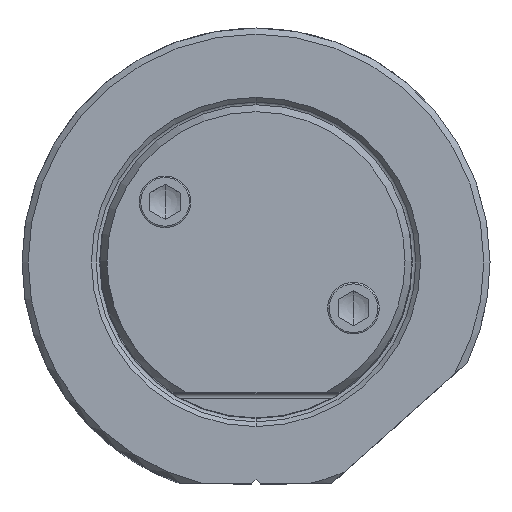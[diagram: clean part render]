
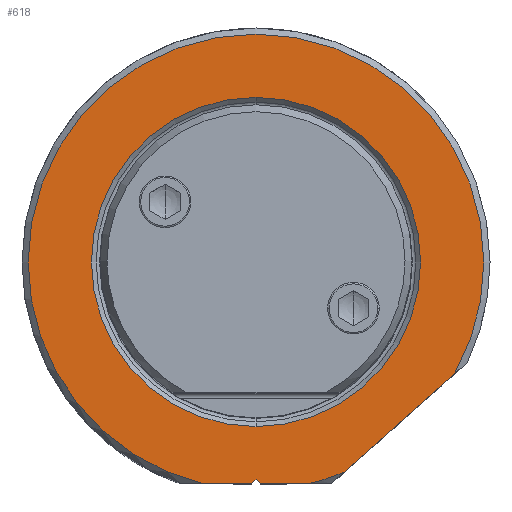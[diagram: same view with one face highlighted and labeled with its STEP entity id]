
A CAD part, top view. The second image highlights one B-rep face of the part: STEP entity #618.
In plain terms, the highlighted planar face has unit normal (0, 0, 1).
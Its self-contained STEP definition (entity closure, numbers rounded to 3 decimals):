
#123=PLANE('',#5715);
#618=ADVANCED_FACE('',(#930,#931),#123,.T.);
#930=FACE_BOUND('',#1046,.T.);
#931=FACE_BOUND('',#1047,.T.);
#1046=EDGE_LOOP('',(#2789,#2790,#2791,#2792,#2793,#2794,#2795,#2796,#2797));
#1047=EDGE_LOOP('',(#2798,#2799));
#1391=LINE('',#11332,#1703);
#1394=LINE('',#11358,#1706);
#1395=LINE('',#11360,#1707);
#1396=LINE('',#11362,#1708);
#1397=LINE('',#11364,#1709);
#1703=VECTOR('',#6646,1.);
#1706=VECTOR('',#6665,1.);
#1707=VECTOR('',#6666,1.);
#1708=VECTOR('',#6667,1.);
#1709=VECTOR('',#6668,1.);
#1990=CIRCLE('',#5708,18.55);
#1991=CIRCLE('',#5710,18.55);
#1992=CIRCLE('',#5711,18.55);
#1993=CIRCLE('',#5712,18.55);
#1994=CIRCLE('',#5713,13.4);
#1995=CIRCLE('',#5714,13.4);
#2789=ORIENTED_EDGE('',*,*,#4692,.T.);
#2790=ORIENTED_EDGE('',*,*,#4686,.T.);
#2791=ORIENTED_EDGE('',*,*,#4693,.T.);
#2792=ORIENTED_EDGE('',*,*,#4694,.T.);
#2793=ORIENTED_EDGE('',*,*,#4695,.T.);
#2794=ORIENTED_EDGE('',*,*,#4696,.F.);
#2795=ORIENTED_EDGE('',*,*,#4697,.T.);
#2796=ORIENTED_EDGE('',*,*,#4698,.T.);
#2797=ORIENTED_EDGE('',*,*,#4699,.F.);
#2798=ORIENTED_EDGE('',*,*,#4700,.T.);
#2799=ORIENTED_EDGE('',*,*,#4701,.T.);
#4052=VERTEX_POINT('',#11331);
#4053=VERTEX_POINT('',#11333);
#4056=VERTEX_POINT('',#11349);
#4057=VERTEX_POINT('',#11353);
#4058=VERTEX_POINT('',#11355);
#4059=VERTEX_POINT('',#11357);
#4060=VERTEX_POINT('',#11359);
#4061=VERTEX_POINT('',#11361);
#4062=VERTEX_POINT('',#11363);
#4063=VERTEX_POINT('',#11366);
#4064=VERTEX_POINT('',#11367);
#4686=EDGE_CURVE('',#4053,#4052,#1391,.T.);
#4692=EDGE_CURVE('',#4056,#4053,#1990,.T.);
#4693=EDGE_CURVE('',#4052,#4057,#1991,.T.);
#4694=EDGE_CURVE('',#4057,#4058,#1992,.T.);
#4695=EDGE_CURVE('',#4058,#4059,#1993,.T.);
#4696=EDGE_CURVE('',#4060,#4059,#1394,.T.);
#4697=EDGE_CURVE('',#4060,#4061,#1395,.T.);
#4698=EDGE_CURVE('',#4061,#4062,#1396,.T.);
#4699=EDGE_CURVE('',#4056,#4062,#1397,.T.);
#4700=EDGE_CURVE('',#4063,#4064,#1994,.T.);
#4701=EDGE_CURVE('',#4064,#4063,#1995,.T.);
#5708=AXIS2_PLACEMENT_3D('',#11350,#6655,#6656);
#5710=AXIS2_PLACEMENT_3D('',#11352,#6659,#6660);
#5711=AXIS2_PLACEMENT_3D('',#11354,#6661,#6662);
#5712=AXIS2_PLACEMENT_3D('',#11356,#6663,#6664);
#5713=AXIS2_PLACEMENT_3D('',#11365,#6669,#6670);
#5714=AXIS2_PLACEMENT_3D('',#11368,#6671,#6672);
#5715=AXIS2_PLACEMENT_3D('',#11369,#6673,#6674);
#6646=DIRECTION('',(0.746,0.666,0.));
#6655=DIRECTION('',(0.,0.,1.));
#6656=DIRECTION('',(0.231,-0.973,0.));
#6659=DIRECTION('',(0.,0.,1.));
#6660=DIRECTION('',(0.871,-0.491,0.));
#6661=DIRECTION('',(0.,0.,1.));
#6662=DIRECTION('',(1.,0.,0.));
#6663=DIRECTION('',(0.,0.,1.));
#6664=DIRECTION('',(-1.,0.,0.));
#6665=DIRECTION('',(-1.,0.,0.));
#6666=DIRECTION('',(0.707,0.707,0.));
#6667=DIRECTION('',(0.707,-0.707,0.));
#6668=DIRECTION('',(-1.,0.,0.));
#6669=DIRECTION('',(0.,0.,-1.));
#6670=DIRECTION('',(0.,1.,0.));
#6671=DIRECTION('',(0.,0.,-1.));
#6672=DIRECTION('',(0.,-1.,0.));
#6673=DIRECTION('',(0.,0.,1.));
#6674=DIRECTION('',(0.,1.,0.));
#11331=CARTESIAN_POINT('',(16.164,-9.101,0.));
#11332=CARTESIAN_POINT('',(7.195,-17.098,0.));
#11333=CARTESIAN_POINT('',(7.195,-17.098,0.));
#11349=CARTESIAN_POINT('',(4.278,-18.05,0.));
#11350=CARTESIAN_POINT('',(0.,0.,0.));
#11352=CARTESIAN_POINT('',(0.,0.,0.));
#11353=CARTESIAN_POINT('',(18.55,0.,0.));
#11354=CARTESIAN_POINT('',(0.,0.,0.));
#11355=CARTESIAN_POINT('',(-18.55,0.,0.));
#11356=CARTESIAN_POINT('',(0.,0.,0.));
#11357=CARTESIAN_POINT('',(-4.278,-18.05,0.));
#11358=CARTESIAN_POINT('',(-3.222,-18.05,0.));
#11359=CARTESIAN_POINT('',(-0.354,-18.05,0.));
#11360=CARTESIAN_POINT('',(-0.354,-18.05,0.));
#11361=CARTESIAN_POINT('',(0.,-17.696,0.));
#11362=CARTESIAN_POINT('',(0.,-17.696,0.));
#11363=CARTESIAN_POINT('',(0.354,-18.05,0.));
#11364=CARTESIAN_POINT('',(4.278,-18.05,0.));
#11365=CARTESIAN_POINT('',(0.,0.,0.));
#11366=CARTESIAN_POINT('',(0.,13.4,0.));
#11367=CARTESIAN_POINT('',(0.,-13.4,0.));
#11368=CARTESIAN_POINT('',(0.,0.,0.));
#11369=CARTESIAN_POINT('',(0.,0.25,0.));
